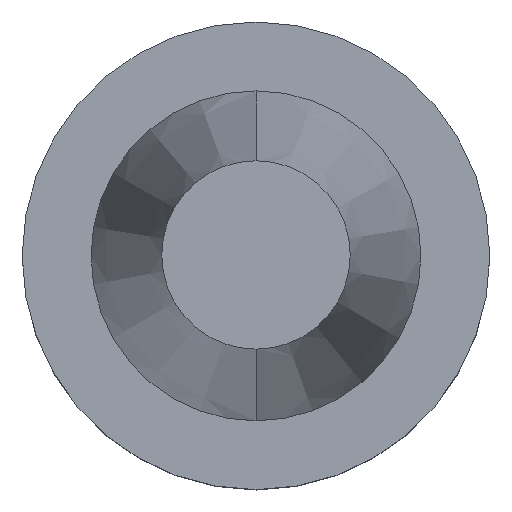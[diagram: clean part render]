
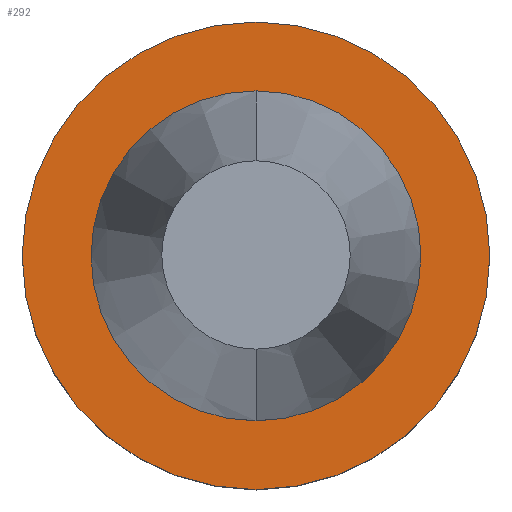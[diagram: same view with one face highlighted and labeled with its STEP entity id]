
A CAD part, top view. The second image highlights one B-rep face of the part: STEP entity #292.
In plain terms, the highlighted planar face has unit normal (0, 0, 1).
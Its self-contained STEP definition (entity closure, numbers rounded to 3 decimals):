
#11 = VERTEX_POINT ( 'NONE', #170 ) ;
#15 = ORIENTED_EDGE ( 'NONE', *, *, #103, .T. ) ;
#25 = CIRCLE ( 'NONE', #303, 22.225 ) ;
#50 = DIRECTION ( 'NONE',  ( 0., -1., 0. ) ) ;
#54 = CARTESIAN_POINT ( 'NONE',  ( 0., -31.5, -1. ) ) ;
#103 = EDGE_CURVE ( 'NONE', #568, #541, #371, .T. ) ;
#131 = DIRECTION ( 'NONE',  ( 0., -1., 0. ) ) ;
#150 = DIRECTION ( 'NONE',  ( 0., 0., -1. ) ) ;
#170 = CARTESIAN_POINT ( 'NONE',  ( 0., -22.225, -1. ) ) ;
#175 = EDGE_CURVE ( 'NONE', #541, #568, #571, .T. ) ;
#183 = DIRECTION ( 'NONE',  ( 0., 0., 1. ) ) ;
#186 = ORIENTED_EDGE ( 'NONE', *, *, #175, .T. ) ;
#193 = CARTESIAN_POINT ( 'NONE',  ( 0., 0., -1. ) ) ;
#205 = CARTESIAN_POINT ( 'NONE',  ( 0., 31.5, -1. ) ) ;
#238 = DIRECTION ( 'NONE',  ( 0., -1., 0. ) ) ;
#291 = EDGE_LOOP ( 'NONE', ( #465, #501 ) ) ;
#292 = ADVANCED_FACE ( 'NONE', ( #380, #313 ), #745, .F. ) ;
#303 = AXIS2_PLACEMENT_3D ( 'NONE', #770, #360, #50 ) ;
#313 = FACE_OUTER_BOUND ( 'NONE', #493, .T. ) ;
#327 = AXIS2_PLACEMENT_3D ( 'NONE', #205, #150, #617 ) ;
#354 = CARTESIAN_POINT ( 'NONE',  ( 0., 0., -1. ) ) ;
#360 = DIRECTION ( 'NONE',  ( 0., 0., 1. ) ) ;
#366 = DIRECTION ( 'NONE',  ( 0., 0., 1. ) ) ;
#371 = CIRCLE ( 'NONE', #409, 31.5 ) ;
#380 = FACE_BOUND ( 'NONE', #291, .T. ) ;
#389 = VERTEX_POINT ( 'NONE', #577 ) ;
#409 = AXIS2_PLACEMENT_3D ( 'NONE', #420, #366, #238 ) ;
#420 = CARTESIAN_POINT ( 'NONE',  ( 0., 0., -1. ) ) ;
#465 = ORIENTED_EDGE ( 'NONE', *, *, #509, .F. ) ;
#493 = EDGE_LOOP ( 'NONE', ( #15, #186 ) ) ;
#501 = ORIENTED_EDGE ( 'NONE', *, *, #681, .F. ) ;
#509 = EDGE_CURVE ( 'NONE', #11, #389, #25, .T. ) ;
#530 = DIRECTION ( 'NONE',  ( 0., -1., 0. ) ) ;
#539 = CARTESIAN_POINT ( 'NONE',  ( 0., 31.5, -1. ) ) ;
#541 = VERTEX_POINT ( 'NONE', #539 ) ;
#568 = VERTEX_POINT ( 'NONE', #54 ) ;
#571 = CIRCLE ( 'NONE', #772, 31.5 ) ;
#577 = CARTESIAN_POINT ( 'NONE',  ( 0., 22.225, -1. ) ) ;
#617 = DIRECTION ( 'NONE',  ( 0., 1., 0. ) ) ;
#648 = AXIS2_PLACEMENT_3D ( 'NONE', #193, #729, #131 ) ;
#681 = EDGE_CURVE ( 'NONE', #389, #11, #761, .T. ) ;
#729 = DIRECTION ( 'NONE',  ( 0., 0., 1. ) ) ;
#745 = PLANE ( 'NONE',  #327 ) ;
#761 = CIRCLE ( 'NONE', #648, 22.225 ) ;
#770 = CARTESIAN_POINT ( 'NONE',  ( 0., 0., -1. ) ) ;
#772 = AXIS2_PLACEMENT_3D ( 'NONE', #354, #183, #530 ) ;
